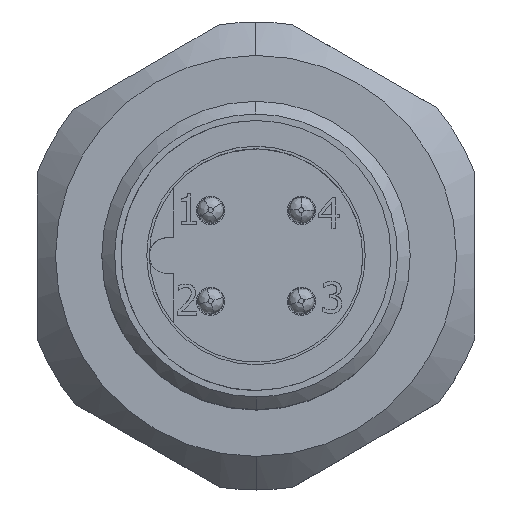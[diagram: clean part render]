
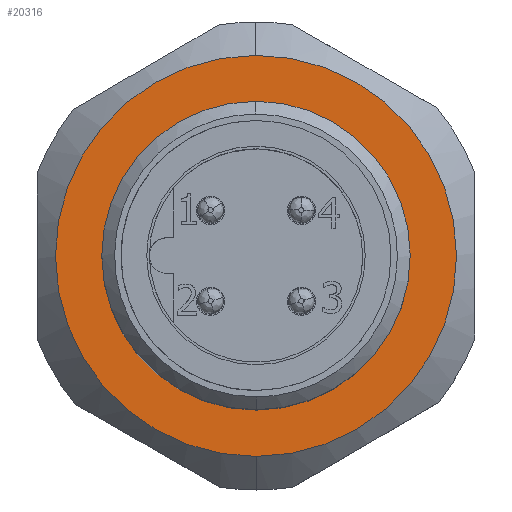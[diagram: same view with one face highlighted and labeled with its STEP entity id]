
A CAD part, top view. The second image highlights one B-rep face of the part: STEP entity #20316.
In plain terms, the highlighted planar face has unit normal (0, 0, 1).
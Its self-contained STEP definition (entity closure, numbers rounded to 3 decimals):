
#20262=AXIS2_PLACEMENT_3D('Circle Axis2P3D',#20260,#20261,$) ;
#20279=AXIS2_PLACEMENT_3D('Circle Axis2P3D',#20277,#20278,$) ;
#20292=AXIS2_PLACEMENT_3D('Plane Axis2P3D',#20289,#20290,#20291) ;
#20296=AXIS2_PLACEMENT_3D('Circle Axis2P3D',#20294,#20295,$) ;
#20305=AXIS2_PLACEMENT_3D('Circle Axis2P3D',#20303,#20304,$) ;
#20250=CARTESIAN_POINT('Vertex',(8.494,15.1,13.3)) ;
#20257=CARTESIAN_POINT('Vertex',(8.521,3.1,13.3)) ;
#20260=CARTESIAN_POINT('Axis2P3D Location',(8.507,9.1,13.3)) ;
#20277=CARTESIAN_POINT('Axis2P3D Location',(8.507,9.1,13.3)) ;
#20289=CARTESIAN_POINT('Axis2P3D Location',(8.524,1.55,13.3)) ;
#20294=CARTESIAN_POINT('Axis2P3D Location',(8.507,9.1,13.3)) ;
#20298=CARTESIAN_POINT('Vertex',(8.49,16.9,13.3)) ;
#20300=CARTESIAN_POINT('Vertex',(8.525,1.3,13.3)) ;
#20303=CARTESIAN_POINT('Axis2P3D Location',(8.507,9.1,13.3)) ;
#20261=DIRECTION('Axis2P3D Direction',(0.,0.,1.)) ;
#20278=DIRECTION('Axis2P3D Direction',(0.,0.,1.)) ;
#20290=DIRECTION('Axis2P3D Direction',(0.,0.,1.)) ;
#20291=DIRECTION('Axis2P3D XDirection',(-1.,-0.002,0.)) ;
#20295=DIRECTION('Axis2P3D Direction',(0.,0.,1.)) ;
#20304=DIRECTION('Axis2P3D Direction',(0.,0.,1.)) ;
#20309=ORIENTED_EDGE('',*,*,#20302,.T.) ;
#20310=ORIENTED_EDGE('',*,*,#20307,.T.) ;
#20313=ORIENTED_EDGE('',*,*,#20281,.F.) ;
#20314=ORIENTED_EDGE('',*,*,#20264,.F.) ;
#20315=FACE_BOUND('',#20312,.T.) ;
#20316=ADVANCED_FACE('V3',(#20311,#20315),#20293,.T.) ;
#20263=CIRCLE('generated circle',#20262,6.) ;
#20280=CIRCLE('generated circle',#20279,6.) ;
#20297=CIRCLE('generated circle',#20296,7.8) ;
#20306=CIRCLE('generated circle',#20305,7.8) ;
#20264=EDGE_CURVE('',#20258,#20251,#20263,.T.) ;
#20281=EDGE_CURVE('',#20251,#20258,#20280,.T.) ;
#20302=EDGE_CURVE('',#20299,#20301,#20297,.T.) ;
#20307=EDGE_CURVE('',#20301,#20299,#20306,.T.) ;
#20308=EDGE_LOOP('',(#20309,#20310)) ;
#20312=EDGE_LOOP('',(#20313,#20314)) ;
#20311=FACE_OUTER_BOUND('',#20308,.T.) ;
#20293=PLANE('',#20292) ;
#20251=VERTEX_POINT('',#20250) ;
#20258=VERTEX_POINT('',#20257) ;
#20299=VERTEX_POINT('',#20298) ;
#20301=VERTEX_POINT('',#20300) ;
